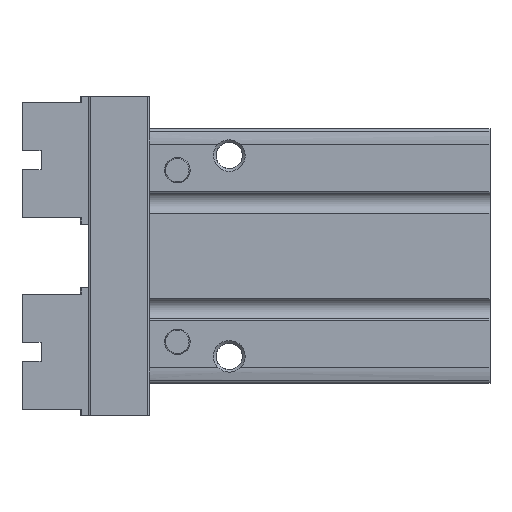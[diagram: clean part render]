
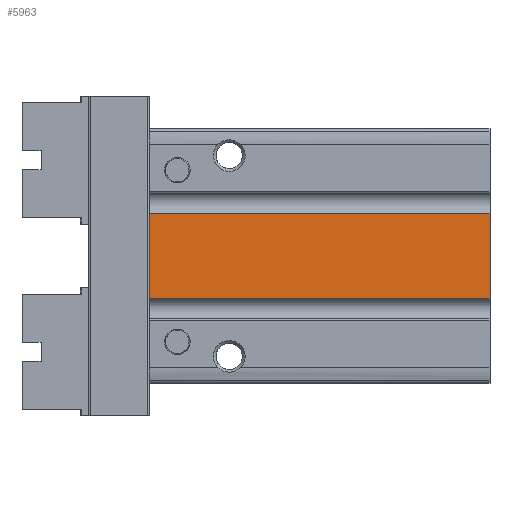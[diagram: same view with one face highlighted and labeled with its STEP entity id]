
A CAD part, left-side view. The second image highlights one B-rep face of the part: STEP entity #5963.
In plain terms, the highlighted face is planar.
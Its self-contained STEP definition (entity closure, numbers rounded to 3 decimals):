
#70=PLANE('',#6428);
#353=LINE('',#9214,#879);
#359=LINE('',#9246,#885);
#361=LINE('',#9252,#887);
#362=LINE('',#9253,#888);
#879=VECTOR('',#7249,1000.);
#885=VECTOR('',#7277,1000.);
#887=VECTOR('',#7283,1000.);
#888=VECTOR('',#7284,1000.);
#1514=ORIENTED_EDGE('',*,*,#3264,.T.);
#1515=ORIENTED_EDGE('',*,*,#3246,.T.);
#1516=ORIENTED_EDGE('',*,*,#3265,.F.);
#1517=ORIENTED_EDGE('',*,*,#3261,.F.);
#3246=EDGE_CURVE('',#4119,#4118,#353,.T.);
#3261=EDGE_CURVE('',#4133,#4134,#359,.T.);
#3264=EDGE_CURVE('',#4133,#4119,#361,.T.);
#3265=EDGE_CURVE('',#4134,#4118,#362,.T.);
#4118=VERTEX_POINT('',#9213);
#4119=VERTEX_POINT('',#9215);
#4133=VERTEX_POINT('',#9245);
#4134=VERTEX_POINT('',#9247);
#4931=EDGE_LOOP('',(#1514,#1515,#1516,#1517));
#5375=FACE_BOUND('',#4931,.T.);
#5963=ADVANCED_FACE('',(#5375),#70,.F.);
#6428=AXIS2_PLACEMENT_3D('',#9251,#7281,#7282);
#7249=DIRECTION('',(1.,0.,0.));
#7277=DIRECTION('',(1.,0.,0.));
#7281=DIRECTION('',(0.,0.,-1.));
#7282=DIRECTION('',(-1.,0.,0.));
#7283=DIRECTION('',(0.,-1.,0.));
#7284=DIRECTION('',(0.,-1.,0.));
#9213=CARTESIAN_POINT('',(6.7,0.,13.));
#9214=CARTESIAN_POINT('',(-17.5,0.,13.));
#9215=CARTESIAN_POINT('',(-6.7,0.,13.));
#9245=CARTESIAN_POINT('',(-6.7,53.6,13.));
#9246=CARTESIAN_POINT('',(-17.5,53.6,13.));
#9247=CARTESIAN_POINT('',(6.7,53.6,13.));
#9251=CARTESIAN_POINT('',(-17.5,53.6,13.));
#9252=CARTESIAN_POINT('',(-6.7,53.6,13.));
#9253=CARTESIAN_POINT('',(6.7,53.6,13.));
